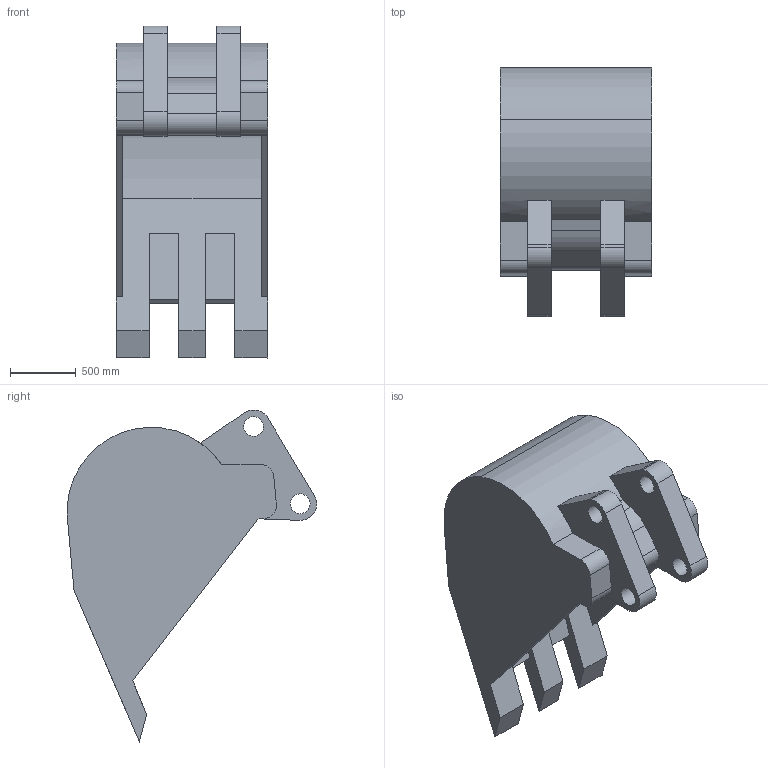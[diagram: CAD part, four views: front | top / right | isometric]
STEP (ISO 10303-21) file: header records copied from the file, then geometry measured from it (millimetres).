
FILE_DESCRIPTION (( 'STEP AP203' ), '1' );
FILE_NAME ('Bucket_Primary.STEP', '2022-03-09T01:02:03', ( '' ), ( '' ), 'SwSTEP 2.0', 'SolidWorks 2020', '' );
FILE_SCHEMA (( 'CONFIG_CONTROL_DESIGN' ));
Length unit declared in the file: millimetre
Products named in the file (2): Bucket_Primary; Bucket
Assembly tree (1 placements, depth 2):
  Bucket_Primary
    Bucket
Bounding box: 1148 x 1889.38 x 2515.85 mm (x, y, z)
Volume: 787617012 mm3; surface area: 17318501.4 mm2
Topology: 1 solids, 1 shells, 63 faces, 183 edges, 122 vertices
Faces by surface type: plane 38, cylinder 25
Entity records: 2305 total; most frequent: DIRECTION 373, CARTESIAN_POINT 372, ORIENTED_EDGE 366, EDGE_CURVE 183, LINE 127, VECTOR 127, AXIS2_PLACEMENT_3D 123, VERTEX_POINT 122
